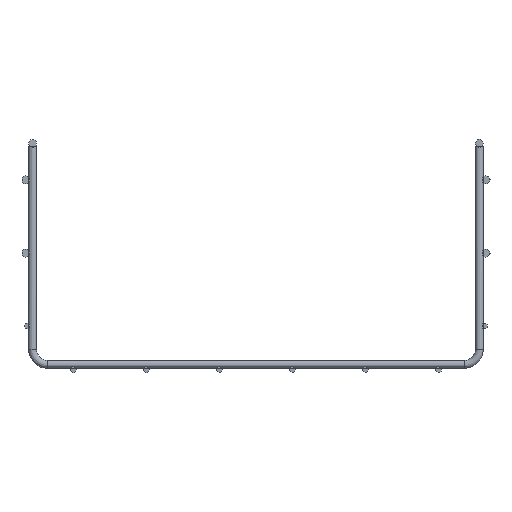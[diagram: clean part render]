
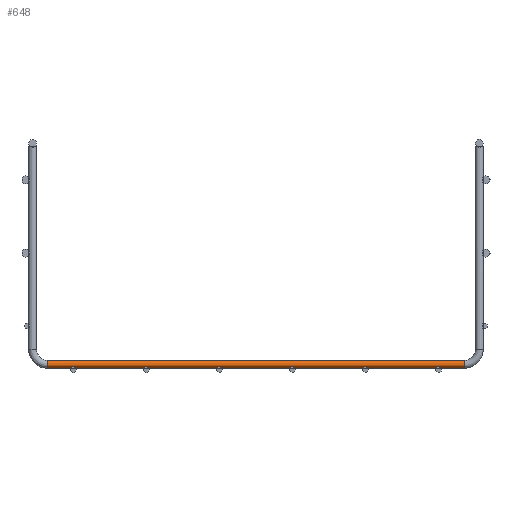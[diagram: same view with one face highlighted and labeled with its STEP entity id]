
A CAD part, left-side view. The second image highlights one B-rep face of the part: STEP entity #648.
In plain terms, the highlighted cylindrical face has radius 2.75 mm (diameter 5.5 mm), a full revolution.
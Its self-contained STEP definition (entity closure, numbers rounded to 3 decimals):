
#250=FACE_OUTER_BOUND('',#299,.T.);
#299=EDGE_LOOP('',(#568,#569,#570,#571,#572,#573));
#319=LINE('',#1188,#336);
#336=VECTOR('',#971,2.75);
#370=CIRCLE('',#747,2.75);
#371=CIRCLE('',#748,2.75);
#372=CIRCLE('',#750,2.75);
#373=CIRCLE('',#751,2.75);
#409=VERTEX_POINT('',#1181);
#410=VERTEX_POINT('',#1183);
#411=VERTEX_POINT('',#1187);
#412=VERTEX_POINT('',#1189);
#463=EDGE_CURVE('',#409,#410,#370,.T.);
#464=EDGE_CURVE('',#410,#409,#371,.T.);
#465=EDGE_CURVE('',#410,#411,#319,.T.);
#466=EDGE_CURVE('',#411,#412,#372,.T.);
#467=EDGE_CURVE('',#412,#411,#373,.T.);
#568=ORIENTED_EDGE('',*,*,#464,.F.);
#569=ORIENTED_EDGE('',*,*,#465,.T.);
#570=ORIENTED_EDGE('',*,*,#466,.T.);
#571=ORIENTED_EDGE('',*,*,#467,.T.);
#572=ORIENTED_EDGE('',*,*,#465,.F.);
#573=ORIENTED_EDGE('',*,*,#463,.F.);
#602=CYLINDRICAL_SURFACE('',#749,2.75);
#648=ADVANCED_FACE('',(#250),#602,.T.);
#747=AXIS2_PLACEMENT_3D('',#1184,#965,#966);
#748=AXIS2_PLACEMENT_3D('',#1185,#967,#968);
#749=AXIS2_PLACEMENT_3D('',#1186,#969,#970);
#750=AXIS2_PLACEMENT_3D('',#1190,#972,#973);
#751=AXIS2_PLACEMENT_3D('',#1191,#974,#975);
#965=DIRECTION('center_axis',(0.,1.,0.));
#966=DIRECTION('ref_axis',(-1.,0.,0.));
#967=DIRECTION('center_axis',(0.,1.,0.));
#968=DIRECTION('ref_axis',(-1.,0.,0.));
#969=DIRECTION('center_axis',(0.,1.,0.));
#970=DIRECTION('ref_axis',(-1.,0.,0.));
#971=DIRECTION('',(0.,-1.,0.));
#972=DIRECTION('center_axis',(0.,1.,0.));
#973=DIRECTION('ref_axis',(-1.,0.,0.));
#974=DIRECTION('center_axis',(0.,1.,0.));
#975=DIRECTION('ref_axis',(-1.,0.,0.));
#1181=CARTESIAN_POINT('',(0.,142.75,-70.5));
#1183=CARTESIAN_POINT('',(2.75,142.75,-73.25));
#1184=CARTESIAN_POINT('Origin',(0.,142.75,-73.25));
#1185=CARTESIAN_POINT('Origin',(0.,142.75,-73.25));
#1186=CARTESIAN_POINT('Origin',(0.,-142.75,-73.25));
#1187=CARTESIAN_POINT('',(2.75,-142.75,-73.25));
#1188=CARTESIAN_POINT('',(2.75,-142.75,-73.25));
#1189=CARTESIAN_POINT('',(0.,-142.75,-70.5));
#1190=CARTESIAN_POINT('Origin',(0.,-142.75,-73.25));
#1191=CARTESIAN_POINT('Origin',(0.,-142.75,-73.25));
